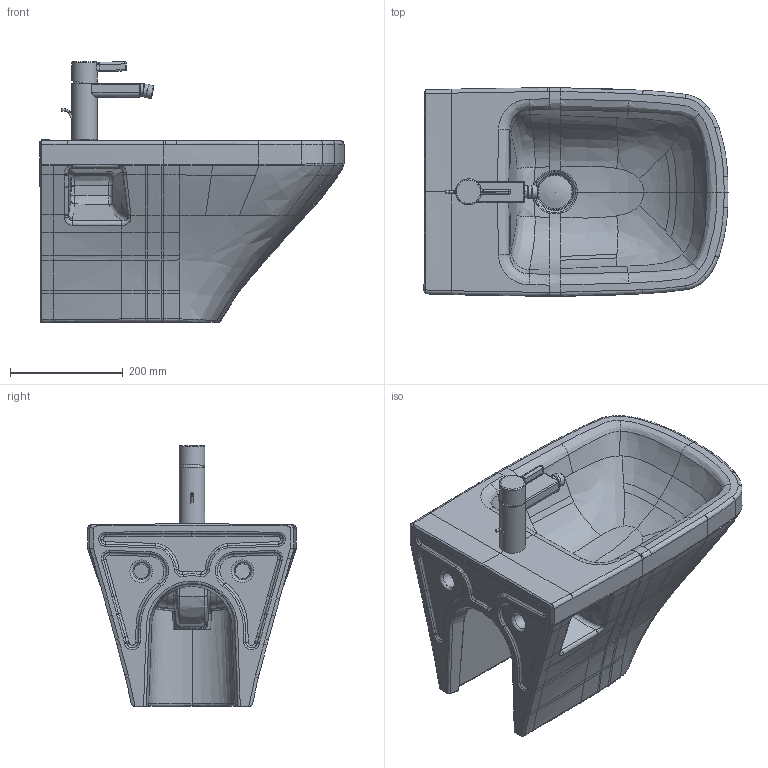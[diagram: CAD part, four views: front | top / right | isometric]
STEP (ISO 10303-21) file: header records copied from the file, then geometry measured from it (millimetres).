
FILE_DESCRIPTION((''),'2;1');
FILE_NAME('228215.stp','2013-05-27T12:47:48',('Administrator'),(''),'Autodesk Inventor 2011','Autodesk Inventor 2011','');
FILE_SCHEMA(('CONFIG_CONTROL_DESIGN'));
Length unit declared in the file: millimetre
Products named in the file (11): 228215; Kelch; Stopfen; Armatur Durastyle Bidet; Fassung Sieb; Griff; Gehäuse Bidet; Hebel_Ventil; Kugel; Gleitring
Assembly tree (10 placements, depth 3):
  228215
    228215
    Kelch
    Stopfen
    Armatur Durastyle Bidet
      Fassung Sieb
      Griff
      Gehäuse Bidet
      Hebel_Ventil
      Kugel
      Gleitring
Bounding box: 540.11 x 370.01 x 463.17 mm (x, y, z)
Volume: 20835100.2 mm3; surface area: 1085827.8 mm2
Topology: 8 solids, 10 shells, 928 faces, 2215 edges, 1290 vertices
Faces by surface type: bspline 664, cylinder 91, plane 79, torus 62, sphere 24, cone 8
Full cylindrical faces by diameter (mm): 4 x2, 20.15 x1, 21.15 x1, 21.334 x1, 23.15 x1, 25 x1, 35 x1, 42 x1, 44 x1, 46 x2, 46.5 x1, 60 x1
Entity records: 110574 total; most frequent: CARTESIAN_POINT 91815, ORIENTED_EDGE 4310, DIRECTION 2472, EDGE_CURVE 2157, VERTEX_POINT 1273, AXIS2_PLACEMENT_3D 1073, B_SPLINE_CURVE_WITH_KNOTS 1042, EDGE_LOOP 986
